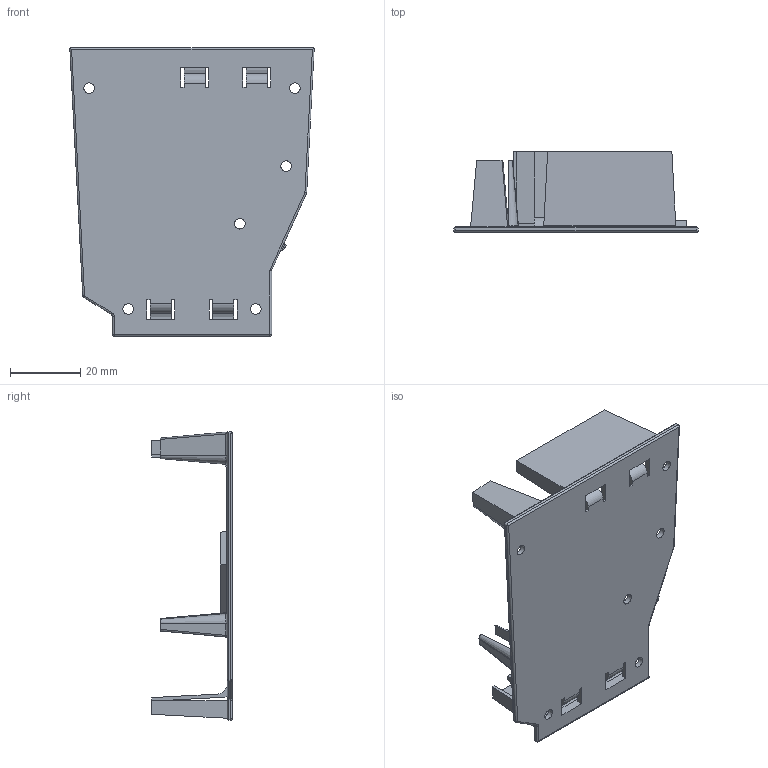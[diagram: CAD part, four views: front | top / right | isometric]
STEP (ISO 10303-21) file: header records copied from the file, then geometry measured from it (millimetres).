
FILE_DESCRIPTION(/* description */ ('Unknown'),/* implementation_level */ '2;1');
FILE_NAME(/* name */ 'Hand_Zwischenebene (1)',/* time_stamp */ '2023-01-17T14:01:28+01:00',/* author */ ('Unknown'),/* organization */ ('Unknown'),/* preprocessor_version */ 'ST-DEVELOPER v18.102',/* originating_system */ 'Solid Edge',/* authorisation */ 'Unknown');
FILE_SCHEMA (('AUTOMOTIVE_DESIGN {1 0 10303 214 3 1 1}'));
Length unit declared in the file: millimetre
Products named in the file (1): Hand_Zwischenebene (1)
Bounding box: 69.42 x 23 x 82 mm (x, y, z)
Volume: 11871.1 mm3; surface area: 16975.6 mm2
Topology: 1 solids, 1 shells, 205 faces, 555 edges, 345 vertices
Faces by surface type: plane 126, cylinder 54, torus 10, sphere 8, cone 4, bspline 3
Full cylindrical faces by diameter (mm): 3 x6
Entity records: 6381 total; most frequent: CARTESIAN_POINT 1167, ORIENTED_EDGE 1082, DIRECTION 1066, EDGE_CURVE 541, LINE 402, VECTOR 402, VERTEX_POINT 345, AXIS2_PLACEMENT_3D 332
